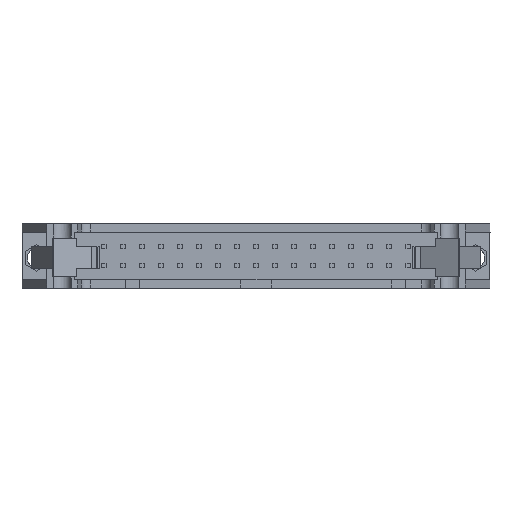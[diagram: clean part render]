
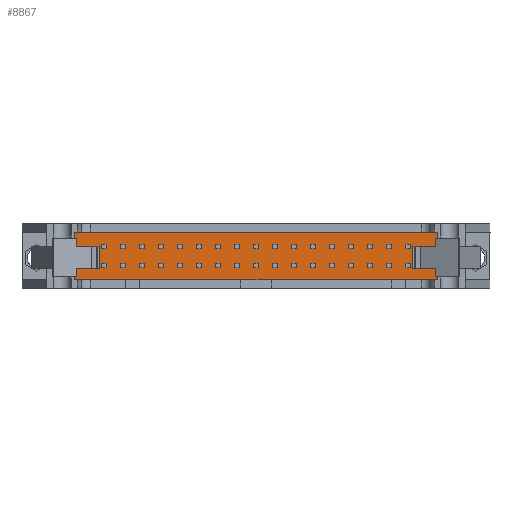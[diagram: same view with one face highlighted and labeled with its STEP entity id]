
A CAD part, top view. The second image highlights one B-rep face of the part: STEP entity #8867.
In plain terms, the highlighted planar face has unit normal (0, 0, 1).
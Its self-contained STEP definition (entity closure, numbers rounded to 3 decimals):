
#214=FACE_OUTER_BOUND($,#797,.T.);
#797=EDGE_LOOP($,(#5943,#5944,#5945,#5946,#5947,#5948,#5949,#5950,#5951,
#5952,#5953,#5954,#5955,#5956));
#3273=B_SPLINE_CURVE_WITH_KNOTS($,1,(#13186,#13187),.UNSPECIFIED.,.F.,.F.,
(2,2),(0.,1.),.UNSPECIFIED.);
#3279=B_SPLINE_CURVE_WITH_KNOTS($,1,(#13213,#13214),.UNSPECIFIED.,.F.,.F.,
(2,2),(0.,1.),.UNSPECIFIED.);
#3283=B_SPLINE_CURVE_WITH_KNOTS($,1,(#13225,#13226),.UNSPECIFIED.,.F.,.F.,
(2,2),(0.,1.),.UNSPECIFIED.);
#3290=B_SPLINE_CURVE_WITH_KNOTS($,1,(#13246,#13247),.UNSPECIFIED.,.F.,.F.,
(2,2),(0.,1.),.UNSPECIFIED.);
#3325=B_SPLINE_CURVE_WITH_KNOTS($,1,(#13425,#13426),.UNSPECIFIED.,.F.,.F.,
(2,2),(0.,1.),.UNSPECIFIED.);
#3382=B_SPLINE_CURVE_WITH_KNOTS($,1,(#13961,#13962),.UNSPECIFIED.,.F.,.F.,
(2,2),(0.,1.),.UNSPECIFIED.);
#3386=B_SPLINE_CURVE_WITH_KNOTS($,1,(#13972,#13973),.UNSPECIFIED.,.F.,.F.,
(2,2),(0.,1.),.UNSPECIFIED.);
#3387=B_SPLINE_CURVE_WITH_KNOTS($,1,(#13976,#13977),.UNSPECIFIED.,.F.,.F.,
(2,2),(0.,1.),.UNSPECIFIED.);
#3388=B_SPLINE_CURVE_WITH_KNOTS($,1,(#13979,#13980),.UNSPECIFIED.,.F.,.F.,
(2,2),(0.,1.),.UNSPECIFIED.);
#3389=B_SPLINE_CURVE_WITH_KNOTS($,1,(#13982,#13983),.UNSPECIFIED.,.F.,.F.,
(2,2),(0.,1.),.UNSPECIFIED.);
#3390=B_SPLINE_CURVE_WITH_KNOTS($,1,(#13985,#13986),.UNSPECIFIED.,.F.,.F.,
(2,2),(0.,1.),.UNSPECIFIED.);
#3391=B_SPLINE_CURVE_WITH_KNOTS($,1,(#13988,#13989),.UNSPECIFIED.,.F.,.F.,
(2,2),(0.,1.),.UNSPECIFIED.);
#3392=B_SPLINE_CURVE_WITH_KNOTS($,1,(#13991,#13992),.UNSPECIFIED.,.F.,.F.,
(2,2),(0.,1.),.UNSPECIFIED.);
#3393=B_SPLINE_CURVE_WITH_KNOTS($,1,(#13993,#13994),.UNSPECIFIED.,.F.,.F.,
(2,2),(0.,1.),.UNSPECIFIED.);
#3605=VERTEX_POINT($,#13176);
#3608=VERTEX_POINT($,#13183);
#3614=VERTEX_POINT($,#13212);
#3617=VERTEX_POINT($,#13224);
#3623=VERTEX_POINT($,#13243);
#3650=VERTEX_POINT($,#13424);
#3688=VERTEX_POINT($,#13960);
#3690=VERTEX_POINT($,#13969);
#3691=VERTEX_POINT($,#13975);
#3692=VERTEX_POINT($,#13978);
#3693=VERTEX_POINT($,#13981);
#3694=VERTEX_POINT($,#13984);
#3695=VERTEX_POINT($,#13987);
#3696=VERTEX_POINT($,#13990);
#4475=EDGE_CURVE($,#3608,#3605,#3273,.F.);
#4481=EDGE_CURVE($,#3605,#3614,#3279,.F.);
#4485=EDGE_CURVE($,#3614,#3617,#3283,.F.);
#4492=EDGE_CURVE($,#3623,#3608,#3290,.F.);
#4527=EDGE_CURVE($,#3617,#3650,#3325,.F.);
#4584=EDGE_CURVE($,#3650,#3688,#3382,.F.);
#4588=EDGE_CURVE($,#3690,#3623,#3386,.F.);
#4589=EDGE_CURVE($,#3691,#3688,#3387,.F.);
#4590=EDGE_CURVE($,#3690,#3692,#3388,.F.);
#4591=EDGE_CURVE($,#3692,#3693,#3389,.F.);
#4592=EDGE_CURVE($,#3693,#3694,#3390,.F.);
#4593=EDGE_CURVE($,#3695,#3694,#3391,.T.);
#4594=EDGE_CURVE($,#3695,#3696,#3392,.F.);
#4595=EDGE_CURVE($,#3696,#3691,#3393,.F.);
#5943=ORIENTED_EDGE($,*,*,#4589,.T.);
#5944=ORIENTED_EDGE($,*,*,#4584,.F.);
#5945=ORIENTED_EDGE($,*,*,#4527,.F.);
#5946=ORIENTED_EDGE($,*,*,#4485,.F.);
#5947=ORIENTED_EDGE($,*,*,#4481,.F.);
#5948=ORIENTED_EDGE($,*,*,#4475,.F.);
#5949=ORIENTED_EDGE($,*,*,#4492,.F.);
#5950=ORIENTED_EDGE($,*,*,#4588,.F.);
#5951=ORIENTED_EDGE($,*,*,#4590,.T.);
#5952=ORIENTED_EDGE($,*,*,#4591,.T.);
#5953=ORIENTED_EDGE($,*,*,#4592,.T.);
#5954=ORIENTED_EDGE($,*,*,#4593,.F.);
#5955=ORIENTED_EDGE($,*,*,#4594,.T.);
#5956=ORIENTED_EDGE($,*,*,#4595,.T.);
#8318=PLANE($,#9587);
#8867=ADVANCED_FACE($,(#214),#8318,.F.);
#9587=AXIS2_PLACEMENT_3D($,#13974,#10241,#10242);
#10241=DIRECTION('center_axis',(0.,0.,-1.));
#10242=DIRECTION('ref_axis',(-1.,0.,0.));
#13176=CARTESIAN_POINT('',(-24.257,3.175,7.62));
#13183=CARTESIAN_POINT('',(-24.257,1.27,7.62));
#13186=CARTESIAN_POINT('Ctrl Pts',(-24.257,3.175,7.62));
#13187=CARTESIAN_POINT('Ctrl Pts',(-24.257,1.27,7.62));
#13212=CARTESIAN_POINT('',(24.257,3.175,7.62));
#13213=CARTESIAN_POINT('Ctrl Pts',(24.257,3.175,7.62));
#13214=CARTESIAN_POINT('Ctrl Pts',(-24.257,3.175,7.62));
#13224=CARTESIAN_POINT('',(24.257,1.27,7.62));
#13225=CARTESIAN_POINT('Ctrl Pts',(24.257,1.27,7.62));
#13226=CARTESIAN_POINT('Ctrl Pts',(24.257,3.175,7.62));
#13243=CARTESIAN_POINT('',(-20.955,1.27,7.62));
#13246=CARTESIAN_POINT('Ctrl Pts',(-24.257,1.27,7.62));
#13247=CARTESIAN_POINT('Ctrl Pts',(-20.955,1.27,7.62));
#13424=CARTESIAN_POINT('',(20.955,1.27,7.62));
#13425=CARTESIAN_POINT('Ctrl Pts',(20.955,1.27,7.62));
#13426=CARTESIAN_POINT('Ctrl Pts',(24.257,1.27,7.62));
#13960=CARTESIAN_POINT('',(20.955,-1.727,7.62));
#13961=CARTESIAN_POINT('Ctrl Pts',(20.955,-1.727,7.62));
#13962=CARTESIAN_POINT('Ctrl Pts',(20.955,1.27,7.62));
#13969=CARTESIAN_POINT('',(-20.955,-1.727,7.62));
#13972=CARTESIAN_POINT('Ctrl Pts',(-20.955,1.27,7.62));
#13973=CARTESIAN_POINT('Ctrl Pts',(-20.955,-1.727,7.62));
#13974=CARTESIAN_POINT('Origin',(25.227,-3.302,7.62));
#13975=CARTESIAN_POINT('',(24.257,-1.727,7.62));
#13976=CARTESIAN_POINT('Ctrl Pts',(20.955,-1.727,7.62));
#13977=CARTESIAN_POINT('Ctrl Pts',(24.257,-1.727,7.62));
#13978=CARTESIAN_POINT('',(-24.257,-1.727,7.62));
#13979=CARTESIAN_POINT('Ctrl Pts',(-24.257,-1.727,7.62));
#13980=CARTESIAN_POINT('Ctrl Pts',(-20.955,-1.727,7.62));
#13981=CARTESIAN_POINT('',(-24.257,-3.175,7.62));
#13982=CARTESIAN_POINT('Ctrl Pts',(-24.257,-3.175,7.62));
#13983=CARTESIAN_POINT('Ctrl Pts',(-24.257,-1.727,7.62));
#13984=CARTESIAN_POINT('',(-2.032,-3.175,7.62));
#13985=CARTESIAN_POINT('Ctrl Pts',(-2.032,-3.175,7.62));
#13986=CARTESIAN_POINT('Ctrl Pts',(-24.257,-3.175,7.62));
#13987=CARTESIAN_POINT('',(2.032,-3.175,7.62));
#13988=CARTESIAN_POINT('Ctrl Pts',(2.032,-3.175,7.62));
#13989=CARTESIAN_POINT('Ctrl Pts',(-2.032,-3.175,7.62));
#13990=CARTESIAN_POINT('',(24.257,-3.175,7.62));
#13991=CARTESIAN_POINT('Ctrl Pts',(24.257,-3.175,7.62));
#13992=CARTESIAN_POINT('Ctrl Pts',(2.032,-3.175,7.62));
#13993=CARTESIAN_POINT('Ctrl Pts',(24.257,-1.727,7.62));
#13994=CARTESIAN_POINT('Ctrl Pts',(24.257,-3.175,7.62));
